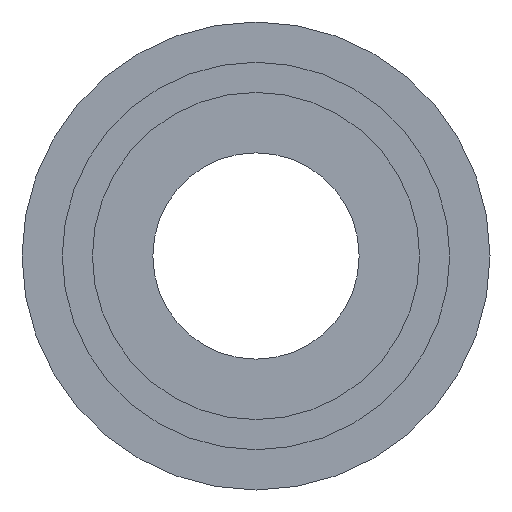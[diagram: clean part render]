
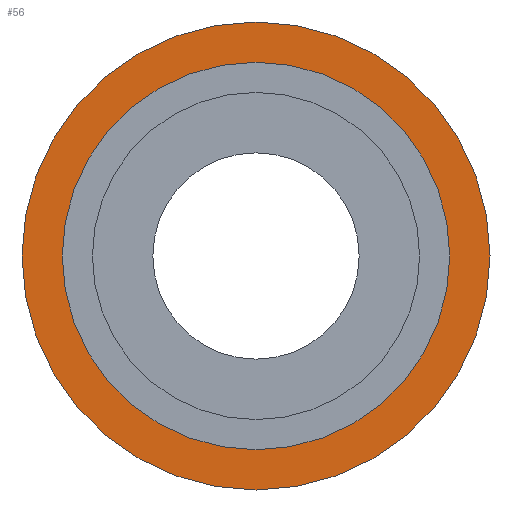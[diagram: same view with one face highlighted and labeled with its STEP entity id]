
A CAD part, front view. The second image highlights one B-rep face of the part: STEP entity #56.
In plain terms, the highlighted planar face has unit normal (0, -1, 0).
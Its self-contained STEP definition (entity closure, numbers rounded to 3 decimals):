
#7 = ORIENTED_EDGE ( 'NONE', *, *, #143, .T. ) ;
#46 = CARTESIAN_POINT ( 'NONE',  ( 15.875, 5., 0. ) ) ;
#56 = ADVANCED_FACE ( 'NONE', ( #171, #326 ), #64, .F. ) ;
#61 = CIRCLE ( 'NONE', #371, 12.75 ) ;
#64 = PLANE ( 'NONE',  #146 ) ;
#73 = DIRECTION ( 'NONE',  ( 0., 1., 0. ) ) ;
#87 = CARTESIAN_POINT ( 'NONE',  ( 0., 5., 12.75 ) ) ;
#88 = VERTEX_POINT ( 'NONE', #188 ) ;
#126 = DIRECTION ( 'NONE',  ( 0., 1., 0. ) ) ;
#143 = EDGE_CURVE ( 'NONE', #309, #409, #61, .T. ) ;
#146 = AXIS2_PLACEMENT_3D ( 'NONE', #46, #237, #523 ) ;
#152 = CIRCLE ( 'NONE', #380, 12.75 ) ;
#159 = EDGE_LOOP ( 'NONE', ( #284, #170 ) ) ;
#164 = EDGE_CURVE ( 'NONE', #88, #564, #425, .T. ) ;
#170 = ORIENTED_EDGE ( 'NONE', *, *, #164, .F. ) ;
#171 = FACE_OUTER_BOUND ( 'NONE', #159, .T. ) ;
#188 = CARTESIAN_POINT ( 'NONE',  ( 0., 5., -15.875 ) ) ;
#194 = DIRECTION ( 'NONE',  ( 0., 0., 1. ) ) ;
#217 = CARTESIAN_POINT ( 'NONE',  ( 0., 5., -12.75 ) ) ;
#237 = DIRECTION ( 'NONE',  ( 0., 1., 0. ) ) ;
#245 = CARTESIAN_POINT ( 'NONE',  ( 0., 5., 15.875 ) ) ;
#269 = DIRECTION ( 'NONE',  ( 0., 0., 1. ) ) ;
#284 = ORIENTED_EDGE ( 'NONE', *, *, #553, .F. ) ;
#285 = CIRCLE ( 'NONE', #330, 15.875 ) ;
#309 = VERTEX_POINT ( 'NONE', #217 ) ;
#326 = FACE_BOUND ( 'NONE', #571, .T. ) ;
#330 = AXIS2_PLACEMENT_3D ( 'NONE', #537, #73, #430 ) ;
#371 = AXIS2_PLACEMENT_3D ( 'NONE', #384, #393, #194 ) ;
#376 = CARTESIAN_POINT ( 'NONE',  ( 0., 5., 0. ) ) ;
#380 = AXIS2_PLACEMENT_3D ( 'NONE', #619, #606, #436 ) ;
#384 = CARTESIAN_POINT ( 'NONE',  ( 0., 5., 0. ) ) ;
#393 = DIRECTION ( 'NONE',  ( 0., 1., 0. ) ) ;
#409 = VERTEX_POINT ( 'NONE', #87 ) ;
#425 = CIRCLE ( 'NONE', #447, 15.875 ) ;
#430 = DIRECTION ( 'NONE',  ( 0., 0., 1. ) ) ;
#436 = DIRECTION ( 'NONE',  ( 0., 0., 1. ) ) ;
#447 = AXIS2_PLACEMENT_3D ( 'NONE', #376, #126, #269 ) ;
#523 = DIRECTION ( 'NONE',  ( 0., 0., 1. ) ) ;
#537 = CARTESIAN_POINT ( 'NONE',  ( 0., 5., 0. ) ) ;
#550 = ORIENTED_EDGE ( 'NONE', *, *, #560, .T. ) ;
#553 = EDGE_CURVE ( 'NONE', #564, #88, #285, .T. ) ;
#560 = EDGE_CURVE ( 'NONE', #409, #309, #152, .T. ) ;
#564 = VERTEX_POINT ( 'NONE', #245 ) ;
#571 = EDGE_LOOP ( 'NONE', ( #550, #7 ) ) ;
#606 = DIRECTION ( 'NONE',  ( 0., 1., 0. ) ) ;
#619 = CARTESIAN_POINT ( 'NONE',  ( 0., 5., 0. ) ) ;
